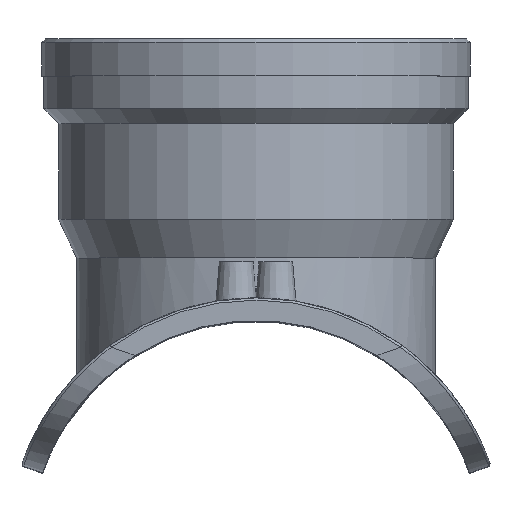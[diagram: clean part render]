
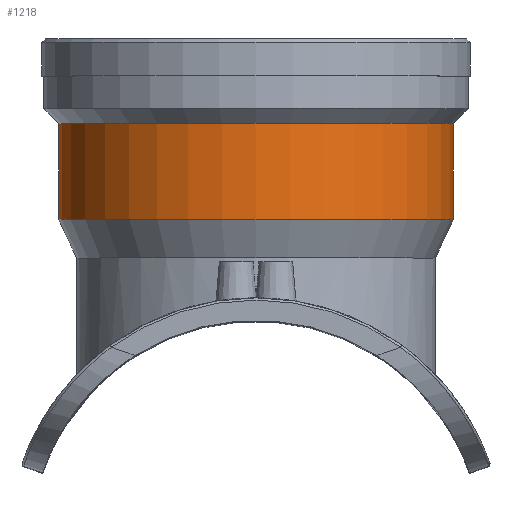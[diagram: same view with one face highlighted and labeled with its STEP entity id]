
A CAD part, top view. The second image highlights one B-rep face of the part: STEP entity #1218.
In plain terms, the highlighted cylindrical face has radius 87.5 mm (diameter 175 mm), a full revolution.
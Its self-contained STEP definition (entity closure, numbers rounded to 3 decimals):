
#71=FACE_BOUND('',#295,.T.);
#181=FACE_OUTER_BOUND('',#294,.T.);
#294=EDGE_LOOP('',(#1097));
#295=EDGE_LOOP('',(#1098));
#368=CIRCLE('',#1365,87.5);
#369=CIRCLE('',#1367,87.5);
#615=VERTEX_POINT('',#3145);
#616=VERTEX_POINT('',#3148);
#777=EDGE_CURVE('',#615,#615,#368,.T.);
#778=EDGE_CURVE('',#616,#616,#369,.T.);
#1097=ORIENTED_EDGE('',*,*,#777,.T.);
#1098=ORIENTED_EDGE('',*,*,#778,.F.);
#1137=CYLINDRICAL_SURFACE('',#1366,87.5);
#1218=ADVANCED_FACE('',(#181,#71),#1137,.T.);
#1365=AXIS2_PLACEMENT_3D('',#3146,#1703,#1704);
#1366=AXIS2_PLACEMENT_3D('',#3147,#1705,#1706);
#1367=AXIS2_PLACEMENT_3D('',#3149,#1707,#1708);
#1703=DIRECTION('center_axis',(0.,1.,0.));
#1704=DIRECTION('ref_axis',(1.,0.,0.));
#1705=DIRECTION('center_axis',(0.,1.,0.));
#1706=DIRECTION('ref_axis',(0.,0.,1.));
#1707=DIRECTION('center_axis',(0.,1.,0.));
#1708=DIRECTION('ref_axis',(1.,0.,0.));
#3145=CARTESIAN_POINT('',(0.,145.,87.5));
#3146=CARTESIAN_POINT('Origin',(0.,145.,0.));
#3147=CARTESIAN_POINT('Origin',(0.,166.25,0.));
#3148=CARTESIAN_POINT('',(0.,187.5,87.5));
#3149=CARTESIAN_POINT('Origin',(0.,187.5,0.));
